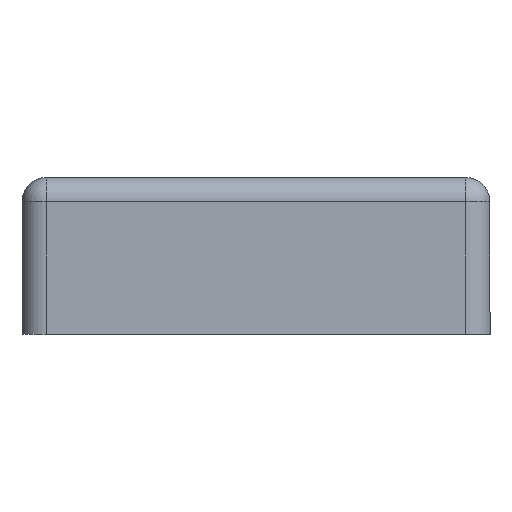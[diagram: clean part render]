
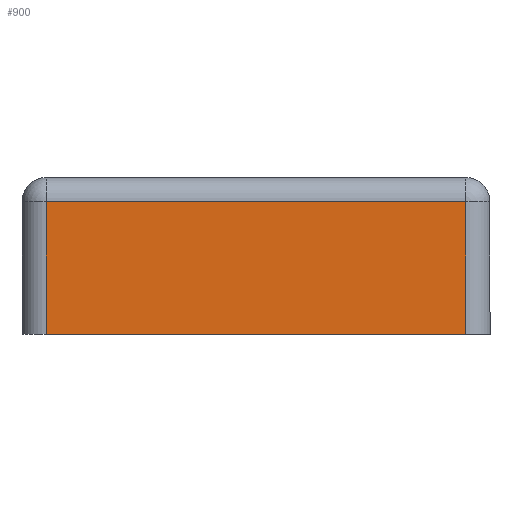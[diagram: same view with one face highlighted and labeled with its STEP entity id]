
A CAD part, front view. The second image highlights one B-rep face of the part: STEP entity #900.
In plain terms, the highlighted planar face has unit normal (0, -1, 0).
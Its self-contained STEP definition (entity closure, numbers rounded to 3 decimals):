
#35 = VECTOR ( 'NONE', #636, 1000. ) ;
#75 = EDGE_CURVE ( 'NONE', #115, #510, #726, .T. ) ;
#79 = CARTESIAN_POINT ( 'NONE',  ( 34.8, -2., 11. ) ) ;
#109 = EDGE_LOOP ( 'NONE', ( #972, #1030, #547, #890 ) ) ;
#115 = VERTEX_POINT ( 'NONE', #640 ) ;
#130 = DIRECTION ( 'NONE',  ( 0., 1., 0. ) ) ;
#134 = VERTEX_POINT ( 'NONE', #144 ) ;
#144 = CARTESIAN_POINT ( 'NONE',  ( 0., -2., 11. ) ) ;
#146 = EDGE_CURVE ( 'NONE', #1016, #115, #235, .T. ) ;
#166 = VECTOR ( 'NONE', #708, 1000. ) ;
#235 = LINE ( 'NONE', #717, #475 ) ;
#290 = CARTESIAN_POINT ( 'NONE',  ( 34.8, -2., 11. ) ) ;
#299 = LINE ( 'NONE', #861, #930 ) ;
#326 = DIRECTION ( 'NONE',  ( 1., 0., 0. ) ) ;
#374 = DIRECTION ( 'NONE',  ( 0., 0., 1. ) ) ;
#475 = VECTOR ( 'NONE', #326, 1000. ) ;
#494 = CARTESIAN_POINT ( 'NONE',  ( 0., -2., 0. ) ) ;
#510 = VERTEX_POINT ( 'NONE', #290 ) ;
#536 = CARTESIAN_POINT ( 'NONE',  ( 0., -2., 0. ) ) ;
#540 = PLANE ( 'NONE',  #714 ) ;
#547 = ORIENTED_EDGE ( 'NONE', *, *, #573, .T. ) ;
#573 = EDGE_CURVE ( 'NONE', #510, #134, #299, .T. ) ;
#619 = DIRECTION ( 'NONE',  ( -1., 0., 0. ) ) ;
#636 = DIRECTION ( 'NONE',  ( 0., 0., 1. ) ) ;
#640 = CARTESIAN_POINT ( 'NONE',  ( 34.8, -2., 0. ) ) ;
#694 = FACE_OUTER_BOUND ( 'NONE', #109, .T. ) ;
#708 = DIRECTION ( 'NONE',  ( 0., 0., -1. ) ) ;
#714 = AXIS2_PLACEMENT_3D ( 'NONE', #858, #130, #374 ) ;
#717 = CARTESIAN_POINT ( 'NONE',  ( 0., -2., 0. ) ) ;
#726 = LINE ( 'NONE', #79, #35 ) ;
#774 = LINE ( 'NONE', #536, #166 ) ;
#855 = EDGE_CURVE ( 'NONE', #134, #1016, #774, .T. ) ;
#858 = CARTESIAN_POINT ( 'NONE',  ( 0., -2., 11. ) ) ;
#861 = CARTESIAN_POINT ( 'NONE',  ( -2., -2., 11. ) ) ;
#890 = ORIENTED_EDGE ( 'NONE', *, *, #855, .T. ) ;
#900 = ADVANCED_FACE ( 'NONE', ( #694 ), #540, .F. ) ;
#930 = VECTOR ( 'NONE', #619, 1000. ) ;
#972 = ORIENTED_EDGE ( 'NONE', *, *, #146, .T. ) ;
#1016 = VERTEX_POINT ( 'NONE', #494 ) ;
#1030 = ORIENTED_EDGE ( 'NONE', *, *, #75, .T. ) ;
